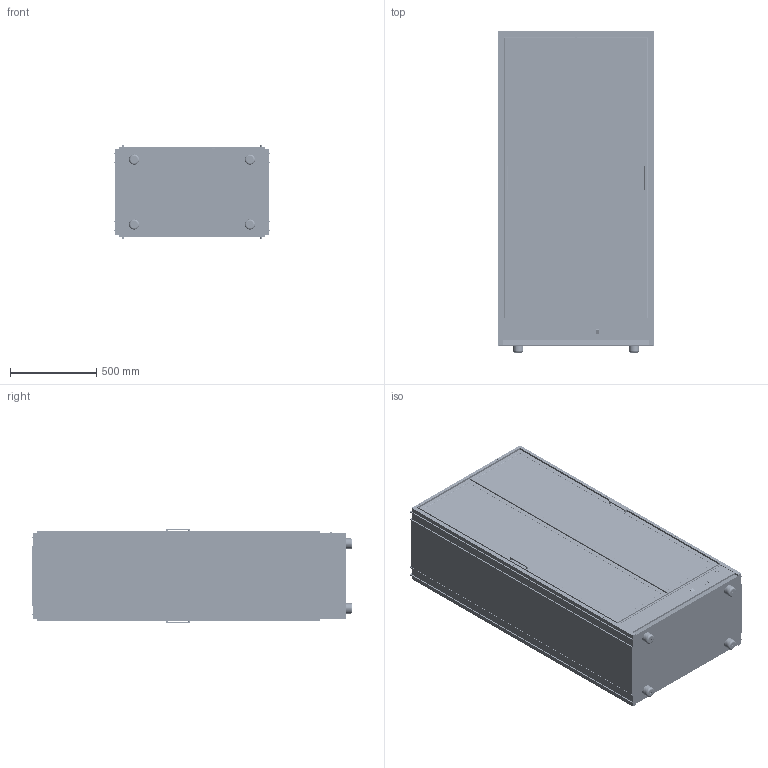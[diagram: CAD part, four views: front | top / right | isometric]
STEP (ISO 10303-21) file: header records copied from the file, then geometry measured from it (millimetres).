
FILE_DESCRIPTION (( 'STEP AP203' ), '1' );
FILE_NAME ('MD-C13___MP-C13.STEP', '2026-01-09T15:50:46', ( '' ), ( '' ), 'SwSTEP 2.0', 'SolidWorks 2021', '' );
FILE_SCHEMA (( 'CONFIG_CONTROL_DESIGN' ));
Length unit declared in the file: millimetre
Products named in the file (29): REGGIMENSOLA; PANNELLO CENTRALE ALLUMINIO PM-VAR13; TELAIO ANTA BATTENTE MODULO A; ASSIEME PIANO CON BOTTIGLIE con ETICHETTA; SPALLA INTERNA MODULO A; TERMOREGOLATORE DIXELL XW 60 L X RENDERING ; ASSIEME PANNELLO CENTRALE CON BOTTIGLIE; BOTTIGLIA ROSSO VETRO; MD-C13___MP-C13; TELAIO MOD. A PARTE PER RENDERING; INTERRUTTORE 0-1 (Z-CE-INTLB); TOP INTERNO MODULI A; MANIGLIA QUADRA A0A78128 - 135 X 12 X 20; ANTA mod A; BOTTIGLIA ROSSO TAPPO; ASSIEME VAR13 INTERNO; BASE ALLUMINIO ANODIZZATO; BOTTIGLIA ROSSO ETICHETTA; FASCIA INFERIORE POSTERIORE PARETE CENTRALE ALLUMINIO; ASSIEME MODULO A ESTERNO_CENTRALE; PIANO VETRO PM-VAR13; LED MODULO A CHIP; ASSIEME LED MODULO A; STRUTTURA ALLUMINIO e POLIURETANO MODULO A; FASCIA INFERIORE FRONTALE PARETE ALLUMINIO; PIEDINO PLASTICA NERA D.  60 X 40 H; LED MODULO A BASE; ASSIEME BOTTIGLIA con ETICHETTA; VETRO PORTA MOD. A PER RENDERING
Assembly tree (64 placements, depth 6):
  MD-C13___MP-C13
    ASSIEME VAR13 INTERNO
      BASE ALLUMINIO ANODIZZATO
      SPALLA INTERNA MODULO A  x2
      TOP INTERNO MODULI A
      ASSIEME PANNELLO CENTRALE CON BOTTIGLIE
        PANNELLO CENTRALE ALLUMINIO PM-VAR13
        ASSIEME PIANO CON BOTTIGLIE con ETICHETTA  x8
          PIANO VETRO PM-VAR13
          REGGIMENSOLA
          ASSIEME BOTTIGLIA con ETICHETTA
            BOTTIGLIA ROSSO VETRO
            BOTTIGLIA ROSSO TAPPO
            BOTTIGLIA ROSSO ETICHETTA
      ASSIEME LED MODULO A  x4
        LED MODULO A BASE
        LED MODULO A CHIP
    ASSIEME MODULO A ESTERNO_CENTRALE
      STRUTTURA ALLUMINIO e POLIURETANO MODULO A
      PIEDINO PLASTICA NERA D.  60 X 40 H  x4
      TELAIO MOD. A PARTE PER RENDERING  x2
      FASCIA INFERIORE FRONTALE PARETE ALLUMINIO
      ANTA mod A  x4
        TELAIO ANTA BATTENTE MODULO A
        VETRO PORTA MOD. A PER RENDERING
        MANIGLIA QUADRA A0A78128 - 135 X 12 X 20
      FASCIA INFERIORE POSTERIORE PARETE CENTRALE ALLUMINIO
      TERMOREGOLATORE DIXELL XW 60 L X RENDERING 
      INTERRUTTORE 0-1 (Z-CE-INTLB)
Bounding box: 900 x 1858 x 543 mm (x, y, z)
Volume: 329824987.3 mm3; surface area: 34074640.3 mm2
Topology: 462 solids, 462 shells, 15463 faces, 35448 edges, 22744 vertices
Faces by surface type: plane 7638, cylinder 3675, torus 2056, bspline 1822, cone 256, sphere 16
Entity records: 46820 total; most frequent: CARTESIAN_POINT 9916, ORIENTED_EDGE 6710, DIRECTION 6507, EDGE_CURVE 3355, LINE 2797, VECTOR 2797, VERTEX_POINT 2224, AXIS2_PLACEMENT_3D 1855
